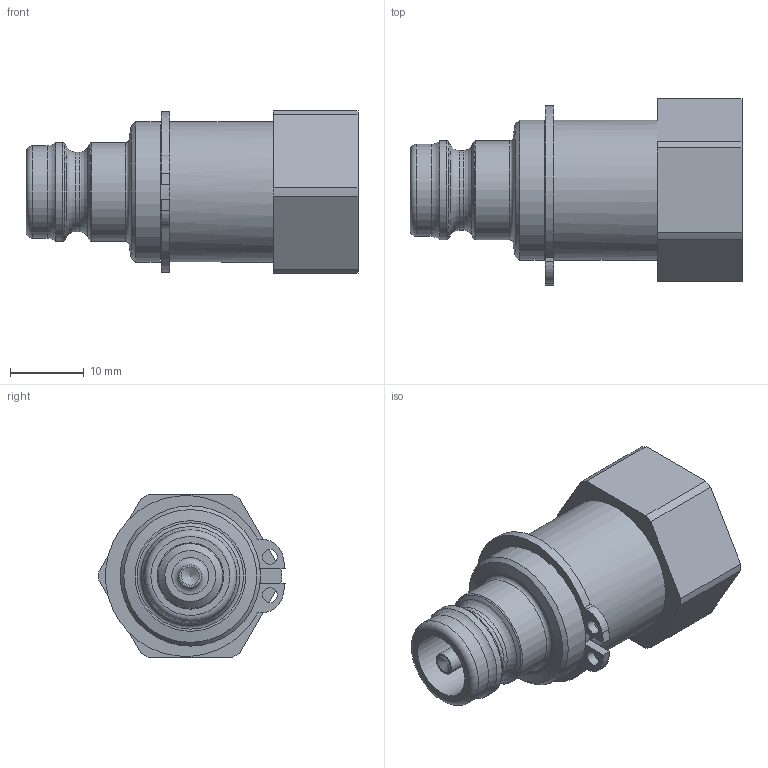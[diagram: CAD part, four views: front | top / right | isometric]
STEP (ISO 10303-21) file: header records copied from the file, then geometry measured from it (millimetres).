
FILE_DESCRIPTION(/* description */ (''),/* implementation_level */ '2;1');
FILE_NAME(/* name */ 'MKWH 38 NIAB.stp',/* time_stamp */ '2023-04-25T11:45:01+02:00',/* author */ ('meier'),/* organization */ (''),/* preprocessor_version */ 'ST-DEVELOPER v18.1',/* originating_system */ 'Autodesk Inventor 2022',/* authorisation */ '0 mm^3');
FILE_SCHEMA (('AUTOMOTIVE_DESIGN { 1 0 10303 214 3 1 1 }'));
Length unit declared in the file: millimetre
Products named in the file (1): LUE_00024599
Bounding box: 45 x 25.24 x 22 mm (x, y, z)
Volume: 9255.4 mm3; surface area: 4774.6 mm2
Topology: 1 solids, 1 shells, 65 faces, 158 edges, 104 vertices
Faces by surface type: plane 25, cylinder 23, cone 9, torus 8
Full cylindrical faces by diameter (mm): 2 x2, 3 x1, 8.8 x1, 9 x1, 10.8 x1, 12.5 x1, 13.4 x2, 14.95 x1, 17 x1, 18 x1, 19 x2
Entity records: 2071 total; most frequent: DIRECTION 375, CARTESIAN_POINT 327, ORIENTED_EDGE 314, EDGE_CURVE 157, AXIS2_PLACEMENT_3D 152, VERTEX_POINT 103, CIRCLE 86, EDGE_LOOP 78
